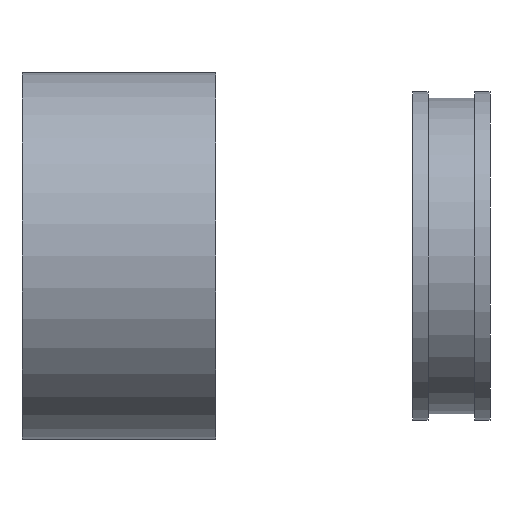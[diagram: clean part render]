
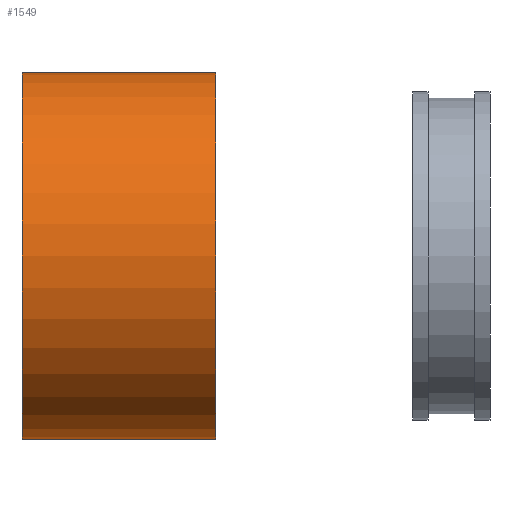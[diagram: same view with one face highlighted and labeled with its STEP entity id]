
A CAD part, front view. The second image highlights one B-rep face of the part: STEP entity #1549.
In plain terms, the highlighted cylindrical face has radius 23.7 mm (diameter 47.4 mm), a partial arc.
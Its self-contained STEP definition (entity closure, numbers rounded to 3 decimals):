
#116 = CARTESIAN_POINT ( 'NONE',  ( -139.753, 0., 23.7 ) ) ;
#119 = DIRECTION ( 'NONE',  ( 0., 0., 1. ) ) ;
#188 = CIRCLE ( 'NONE', #1094, 23.7 ) ;
#200 = DIRECTION ( 'NONE',  ( 0., 0., 1. ) ) ;
#212 = DIRECTION ( 'NONE',  ( -1., 0., 0. ) ) ;
#213 = ORIENTED_EDGE ( 'NONE', *, *, #1500, .F. ) ;
#274 = CARTESIAN_POINT ( 'NONE',  ( -55.72, 0., 23.7 ) ) ;
#283 = CIRCLE ( 'NONE', #1301, 23.7 ) ;
#327 = DIRECTION ( 'NONE',  ( -1., 0., 0. ) ) ;
#384 = LINE ( 'NONE', #116, #569 ) ;
#391 = CARTESIAN_POINT ( 'NONE',  ( -55.72, 0., 0. ) ) ;
#443 = DIRECTION ( 'NONE',  ( 0., 0., 1. ) ) ;
#569 = VECTOR ( 'NONE', #1493, 1000. ) ;
#585 = ORIENTED_EDGE ( 'NONE', *, *, #826, .T. ) ;
#689 = CARTESIAN_POINT ( 'NONE',  ( -139.753, 0., -23.7 ) ) ;
#694 = EDGE_LOOP ( 'NONE', ( #1432, #1708, #585, #213 ) ) ;
#698 = CARTESIAN_POINT ( 'NONE',  ( -80.72, 0., 23.7 ) ) ;
#733 = CARTESIAN_POINT ( 'NONE',  ( -55.72, 0., -23.7 ) ) ;
#750 = VERTEX_POINT ( 'NONE', #274 ) ;
#755 = EDGE_CURVE ( 'NONE', #1023, #750, #188, .T. ) ;
#826 = EDGE_CURVE ( 'NONE', #750, #1788, #384, .T. ) ;
#892 = FACE_OUTER_BOUND ( 'NONE', #694, .T. ) ;
#955 = DIRECTION ( 'NONE',  ( -1., 0., 0. ) ) ;
#1023 = VERTEX_POINT ( 'NONE', #733 ) ;
#1094 = AXIS2_PLACEMENT_3D ( 'NONE', #391, #955, #119 ) ;
#1216 = CARTESIAN_POINT ( 'NONE',  ( -80.72, 0., -23.7 ) ) ;
#1301 = AXIS2_PLACEMENT_3D ( 'NONE', #1699, #327, #200 ) ;
#1374 = LINE ( 'NONE', #689, #1639 ) ;
#1432 = ORIENTED_EDGE ( 'NONE', *, *, #1681, .F. ) ;
#1493 = DIRECTION ( 'NONE',  ( -1., 0., 0. ) ) ;
#1500 = EDGE_CURVE ( 'NONE', #1700, #1788, #283, .T. ) ;
#1549 = ADVANCED_FACE ( 'NONE', ( #892 ), #1714, .T. ) ;
#1585 = AXIS2_PLACEMENT_3D ( 'NONE', #1688, #212, #443 ) ;
#1639 = VECTOR ( 'NONE', #1782, 1000. ) ;
#1681 = EDGE_CURVE ( 'NONE', #1023, #1700, #1374, .T. ) ;
#1688 = CARTESIAN_POINT ( 'NONE',  ( -139.753, 0., 0. ) ) ;
#1699 = CARTESIAN_POINT ( 'NONE',  ( -80.72, 0., 0. ) ) ;
#1700 = VERTEX_POINT ( 'NONE', #1216 ) ;
#1708 = ORIENTED_EDGE ( 'NONE', *, *, #755, .T. ) ;
#1714 = CYLINDRICAL_SURFACE ( 'NONE', #1585, 23.7 ) ;
#1782 = DIRECTION ( 'NONE',  ( -1., 0., 0. ) ) ;
#1788 = VERTEX_POINT ( 'NONE', #698 ) ;
